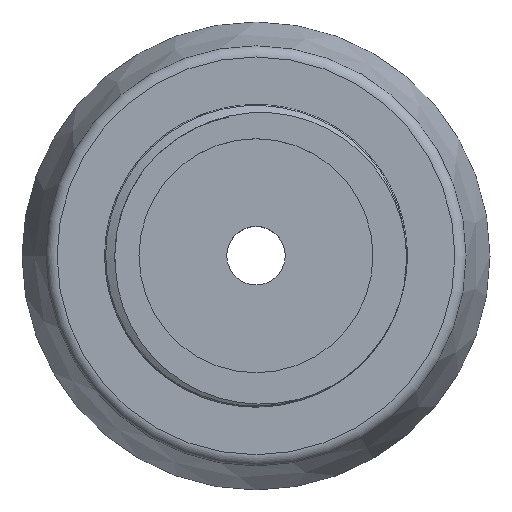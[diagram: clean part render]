
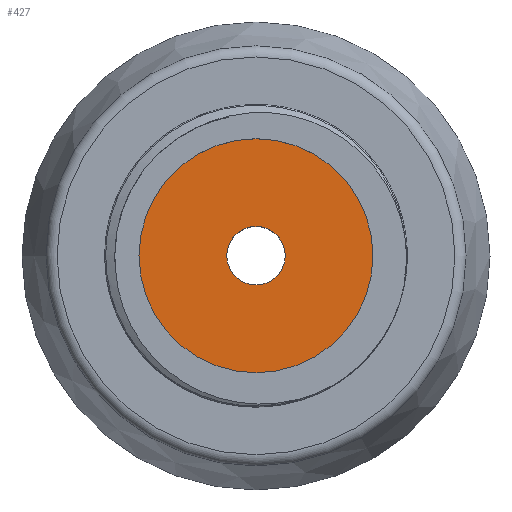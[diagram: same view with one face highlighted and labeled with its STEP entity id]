
A CAD part, top view. The second image highlights one B-rep face of the part: STEP entity #427.
In plain terms, the highlighted planar face has unit normal (0, 0, 1).
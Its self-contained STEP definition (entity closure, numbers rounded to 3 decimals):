
#20=FACE_BOUND('',#77,.T.);
#24=PLANE('',#470);
#49=FACE_OUTER_BOUND('',#76,.T.);
#76=EDGE_LOOP('',(#364));
#77=EDGE_LOOP('',(#365));
#93=CIRCLE('',#469,10.);
#94=CIRCLE('',#471,2.5);
#198=VERTEX_POINT('',#2804);
#199=VERTEX_POINT('',#2808);
#256=EDGE_CURVE('',#198,#198,#93,.T.);
#257=EDGE_CURVE('',#199,#199,#94,.T.);
#364=ORIENTED_EDGE('',*,*,#256,.T.);
#365=ORIENTED_EDGE('',*,*,#257,.F.);
#427=ADVANCED_FACE('',(#49,#20),#24,.T.);
#469=AXIS2_PLACEMENT_3D('',#2806,#539,#540);
#470=AXIS2_PLACEMENT_3D('',#2807,#541,#542);
#471=AXIS2_PLACEMENT_3D('',#2809,#543,#544);
#539=DIRECTION('center_axis',(0.,0.,1.));
#540=DIRECTION('ref_axis',(1.,0.,0.));
#541=DIRECTION('center_axis',(0.,0.,1.));
#542=DIRECTION('ref_axis',(1.,0.,0.));
#543=DIRECTION('center_axis',(0.,0.,1.));
#544=DIRECTION('ref_axis',(1.,0.,0.));
#2804=CARTESIAN_POINT('',(-10.,0.,12.8));
#2806=CARTESIAN_POINT('Origin',(0.,0.,12.8));
#2807=CARTESIAN_POINT('Origin',(2.5,0.,12.8));
#2808=CARTESIAN_POINT('',(-2.5,0.,12.8));
#2809=CARTESIAN_POINT('Origin',(0.,0.,12.8));
